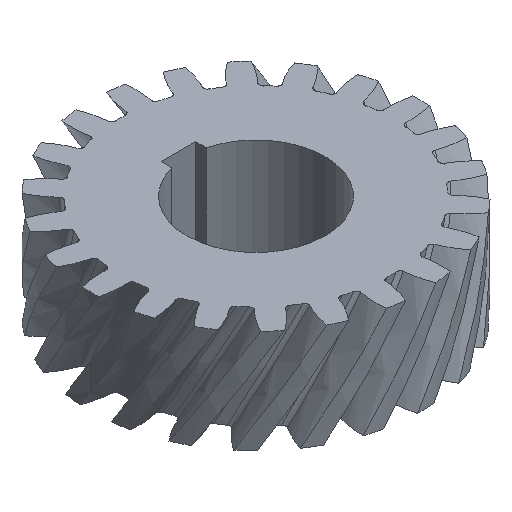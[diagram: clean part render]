
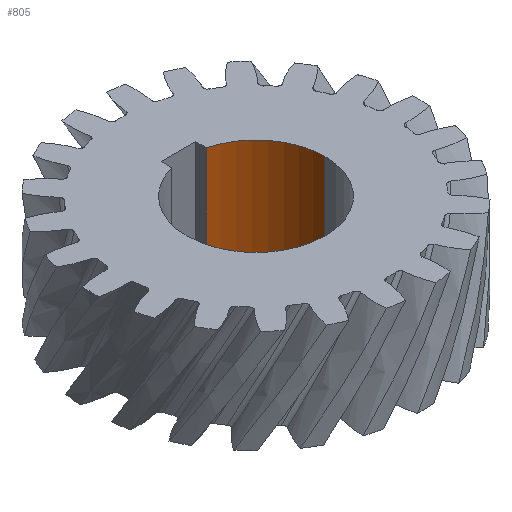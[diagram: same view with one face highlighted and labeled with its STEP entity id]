
A CAD part, isometric view. The second image highlights one B-rep face of the part: STEP entity #805.
In plain terms, the highlighted cylindrical face has radius 20 mm (diameter 40 mm), a partial arc.
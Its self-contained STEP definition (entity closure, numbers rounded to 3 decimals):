
#116 = EDGE_LOOP ( 'NONE', ( #3820, #5763, #1265, #6985 ) ) ;
#343 = DIRECTION ( 'NONE',  ( 0., 0., 1. ) ) ;
#362 = DIRECTION ( 'NONE',  ( 0., 0., 1. ) ) ;
#415 = DIRECTION ( 'NONE',  ( 0., 0., -1. ) ) ;
#688 = DIRECTION ( 'NONE',  ( 1., 0., 0. ) ) ;
#805 = ADVANCED_FACE ( 'NONE', ( #1798 ), #6760, .F. ) ;
#1020 = CARTESIAN_POINT ( 'NONE',  ( 5., 19.365, 30. ) ) ;
#1265 = ORIENTED_EDGE ( 'NONE', *, *, #6390, .T. ) ;
#1365 = EDGE_CURVE ( 'NONE', #4248, #4980, #4232, .T. ) ;
#1484 = EDGE_CURVE ( 'NONE', #4248, #8141, #2359, .T. ) ;
#1798 = FACE_OUTER_BOUND ( 'NONE', #116, .T. ) ;
#1848 = DIRECTION ( 'NONE',  ( 1., 0., 0. ) ) ;
#2180 = VECTOR ( 'NONE', #415, 1000. ) ;
#2359 = LINE ( 'NONE', #3170, #7759 ) ;
#2844 = CARTESIAN_POINT ( 'NONE',  ( 5., 19.365, 0. ) ) ;
#3059 = CARTESIAN_POINT ( 'NONE',  ( 20., 0., 30. ) ) ;
#3170 = CARTESIAN_POINT ( 'NONE',  ( 20., 0., 0. ) ) ;
#3512 = LINE ( 'NONE', #4693, #2180 ) ;
#3616 = AXIS2_PLACEMENT_3D ( 'NONE', #5435, #343, #5308 ) ;
#3820 = ORIENTED_EDGE ( 'NONE', *, *, #1365, .F. ) ;
#3980 = DIRECTION ( 'NONE',  ( 0., 0., 1. ) ) ;
#4232 = CIRCLE ( 'NONE', #7155, 20. ) ;
#4248 = VERTEX_POINT ( 'NONE', #6602 ) ;
#4298 = AXIS2_PLACEMENT_3D ( 'NONE', #8581, #7754, #688 ) ;
#4693 = CARTESIAN_POINT ( 'NONE',  ( 5., 19.365, 0. ) ) ;
#4698 = CIRCLE ( 'NONE', #3616, 20. ) ;
#4980 = VERTEX_POINT ( 'NONE', #2844 ) ;
#5308 = DIRECTION ( 'NONE',  ( 1., 0., 0. ) ) ;
#5435 = CARTESIAN_POINT ( 'NONE',  ( 0., 0., 30. ) ) ;
#5763 = ORIENTED_EDGE ( 'NONE', *, *, #1484, .T. ) ;
#5898 = CARTESIAN_POINT ( 'NONE',  ( 0., 0., 0. ) ) ;
#6390 = EDGE_CURVE ( 'NONE', #8141, #8526, #4698, .T. ) ;
#6602 = CARTESIAN_POINT ( 'NONE',  ( 20., 0., 0. ) ) ;
#6760 = CYLINDRICAL_SURFACE ( 'NONE', #4298, 20. ) ;
#6985 = ORIENTED_EDGE ( 'NONE', *, *, #8930, .T. ) ;
#7155 = AXIS2_PLACEMENT_3D ( 'NONE', #5898, #3980, #1848 ) ;
#7754 = DIRECTION ( 'NONE',  ( 0., 0., 1. ) ) ;
#7759 = VECTOR ( 'NONE', #362, 1000. ) ;
#8141 = VERTEX_POINT ( 'NONE', #3059 ) ;
#8526 = VERTEX_POINT ( 'NONE', #1020 ) ;
#8581 = CARTESIAN_POINT ( 'NONE',  ( 0., 0., 0. ) ) ;
#8930 = EDGE_CURVE ( 'NONE', #8526, #4980, #3512, .T. ) ;
